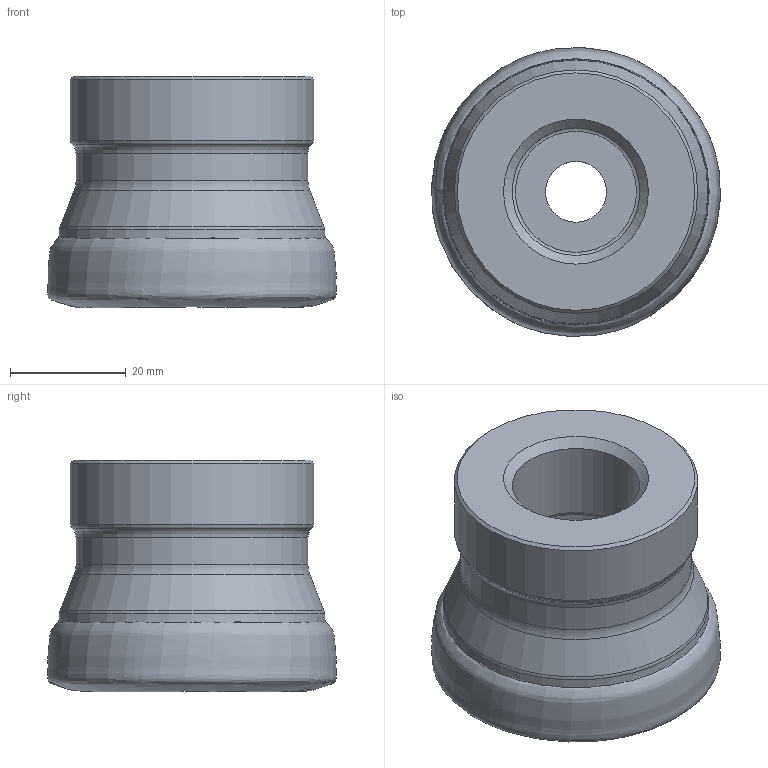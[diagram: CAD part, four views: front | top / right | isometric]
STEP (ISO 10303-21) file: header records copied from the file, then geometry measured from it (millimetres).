
FILE_DESCRIPTION(/* description */ (''),/* implementation_level */ '2;1');
FILE_NAME(/* name */ 'toolassembly_1.stp',/* time_stamp */ '2022-05-31T07:19:07+02:00',/* author */ (''),/* organization */ ('SMS'),/* preprocessor_version */ 'ST-DEVELOPER v16.7',/* originating_system */ 'SIEMENS PLM Software NX 12.0',/* authorisation */ '');
FILE_SCHEMA (('AUTOMOTIVE_DESIGN { 1 0 10303 214 3 1 1 1 }'));
Length unit declared in the file: millimetre
Products named in the file (4): CUT_20220531071742; NOCUT_20220531071706; ASSEMBLY_CONSTRUCTION; TOOLASSEMBLY_1
Assembly tree (3 placements, depth 2):
  TOOLASSEMBLY_1
    ASSEMBLY_CONSTRUCTION
    NOCUT_20220531071706
    CUT_20220531071742
Bounding box: 49.88 x 49.88 x 39.88 mm (x, y, z)
Volume: 56172.4 mm3; surface area: 14973 mm2
Topology: 2 solids, 2 shells, 37 faces, 82 edges, 59 vertices
Faces by surface type: torus 14, cone 11, cylinder 6, plane 5, bspline 1
Full cylindrical faces by diameter (mm): 10.5 x1, 17.1 x1, 22.011 x1, 22.5 x1, 40 x1, 42 x1
Entity records: 5371 total; most frequent: CARTESIAN_POINT 4527, DIRECTION 172, AXIS2_PLACEMENT_3D 86, FACE_BOUND 73, EDGE_LOOP 72, ORIENTED_EDGE 72, ADVANCED_FACE 37, VERTEX_POINT 37
